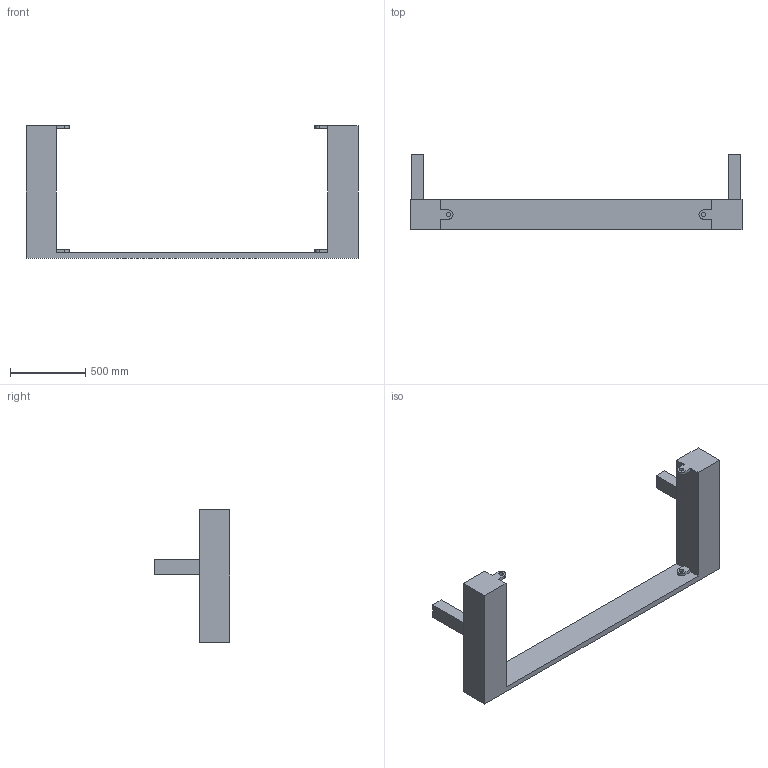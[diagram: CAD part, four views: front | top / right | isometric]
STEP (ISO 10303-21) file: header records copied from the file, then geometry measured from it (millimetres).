
FILE_DESCRIPTION (( 'STEP AP203' ), '1' );
FILE_NAME ('pilier_2_vantaux_Défaut_sldprt.STEP', '2016-04-22T08:44:44', ( '' ), ( '' ), 'SwSTEP 2.0', 'SolidWorks 2014', '' );
FILE_SCHEMA (( 'CONFIG_CONTROL_DESIGN' ));
Length unit declared in the file: millimetre
Products named in the file (1): pilier_2_vantaux_Défaut_sldprt
Bounding box: 2200 x 500 x 880 mm (x, y, z)
Volume: 89920548.7 mm3; surface area: 2667107.1 mm2
Topology: 1 solids, 1 shells, 48 faces, 126 edges, 84 vertices
Faces by surface type: plane 34, cylinder 14
Entity records: 1563 total; most frequent: CARTESIAN_POINT 259, ORIENTED_EDGE 252, DIRECTION 252, EDGE_CURVE 126, LINE 98, VECTOR 98, VERTEX_POINT 84, AXIS2_PLACEMENT_3D 77
